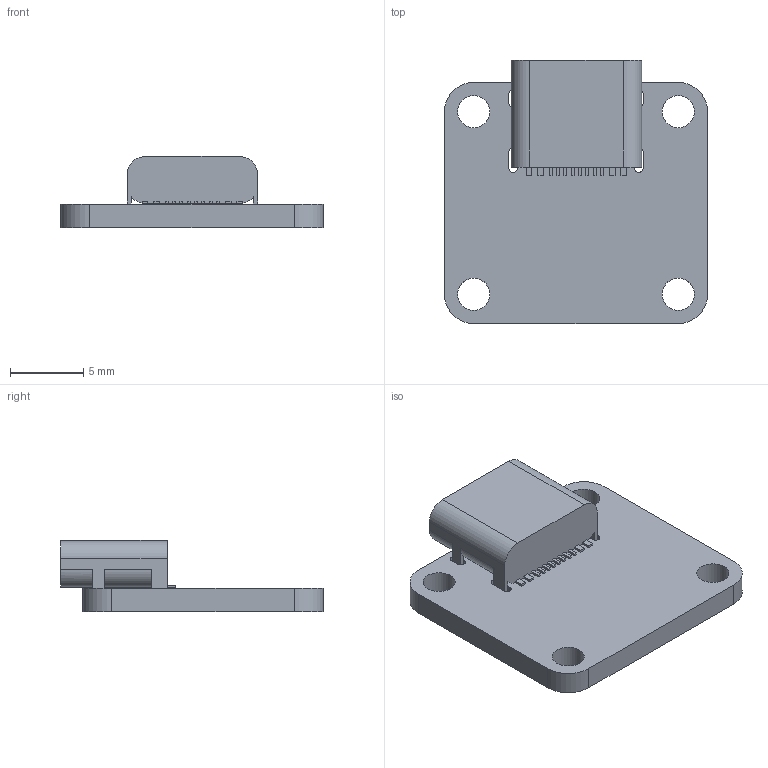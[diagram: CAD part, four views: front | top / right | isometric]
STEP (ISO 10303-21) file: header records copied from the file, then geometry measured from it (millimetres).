
FILE_DESCRIPTION(/* description */ (''),/* implementation_level */ '2;1');
FILE_NAME(/* name */ 'Unified-Daughterboard.step',/* time_stamp */ '2021-09-18T00:37:25+02:00',/* author */ (''),/* organization */ (''),/* preprocessor_version */ 'ST-DEVELOPER v18.1',/* originating_system */ 'Autodesk Translation Framework v10.10.0.1391',/* authorisation */ '');
FILE_SCHEMA (('AUTOMOTIVE_DESIGN { 1 0 10303 214 3 1 1 }'));
Length unit declared in the file: millimetre
Products named in the file (4): (Unsaved); TYPE-C-31-M-12; SOLID; COMPOUND
Assembly tree (3 placements, depth 3):
  (Unsaved)
    TYPE-C-31-M-12
      SOLID
    COMPOUND
Bounding box: 18 x 18 x 4.86 mm (x, y, z)
Volume: 537.5 mm3; surface area: 1169.9 mm2
Topology: 2 solids, 2 shells, 168 faces, 462 edges, 302 vertices
Faces by surface type: plane 118, cylinder 40, cone 10
Full cylindrical faces by diameter (mm): 0.5 x2, 0.65 x2, 2.2 x4
Entity records: 5467 total; most frequent: CARTESIAN_POINT 939, ORIENTED_EDGE 924, DIRECTION 918, EDGE_CURVE 462, LINE 356, VECTOR 356, VERTEX_POINT 302, AXIS2_PLACEMENT_3D 281
